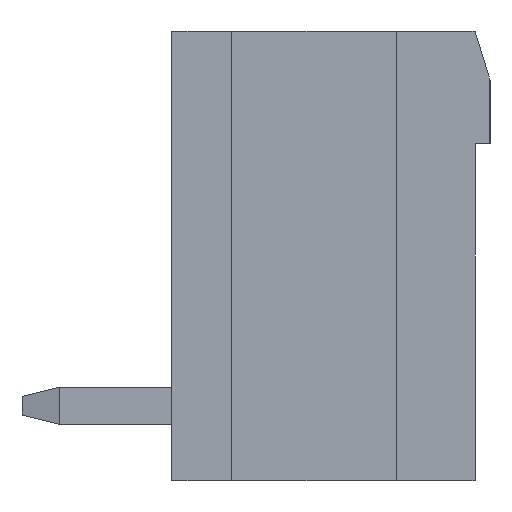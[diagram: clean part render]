
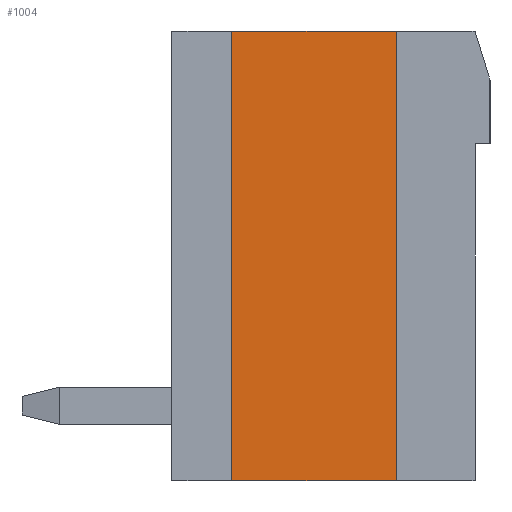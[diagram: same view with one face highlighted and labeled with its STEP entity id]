
A CAD part, left-side view. The second image highlights one B-rep face of the part: STEP entity #1004.
In plain terms, the highlighted planar face has unit normal (-1, 0, 0).
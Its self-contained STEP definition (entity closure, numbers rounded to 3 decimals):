
#1004 = ADVANCED_FACE( '', ( #2088 ), #2089, .T. );
#2088 = FACE_OUTER_BOUND( '', #3264, .T. );
#2089 = PLANE( '', #3265 );
#3264 = EDGE_LOOP( '', ( #6049, #6050, #6051, #6052 ) );
#3265 = AXIS2_PLACEMENT_3D( '', #6053, #6054, #6055 );
#6049 = ORIENTED_EDGE( '', *, *, #7269, .T. );
#6050 = ORIENTED_EDGE( '', *, *, #7806, .F. );
#6051 = ORIENTED_EDGE( '', *, *, #7519, .F. );
#6052 = ORIENTED_EDGE( '', *, *, #7741, .F. );
#6053 = CARTESIAN_POINT( '', ( -35.37, 2.45, -67.036 ) );
#6054 = DIRECTION( '', ( -1., 0., 0. ) );
#6055 = DIRECTION( '', ( 0., 0., 1. ) );
#7269 = EDGE_CURVE( '', #8719, #8717, #8720, .T. );
#7519 = EDGE_CURVE( '', #9157, #9158, #9159, .T. );
#7741 = EDGE_CURVE( '', #8719, #9157, #9525, .T. );
#7806 = EDGE_CURVE( '', #9158, #8717, #9624, .T. );
#8717 = VERTEX_POINT( '', #10841 );
#8719 = VERTEX_POINT( '', #10844 );
#8720 = LINE( '', #10845, #10846 );
#9157 = VERTEX_POINT( '', #11594 );
#9158 = VERTEX_POINT( '', #11595 );
#9159 = LINE( '', #11596, #11597 );
#9525 = LINE( '', #12195, #12196 );
#9624 = LINE( '', #12343, #12344 );
#10841 = CARTESIAN_POINT( '', ( -35.37, -1.95, 6. ) );
#10844 = CARTESIAN_POINT( '', ( -35.37, -1.95, -6. ) );
#10845 = CARTESIAN_POINT( '', ( -35.37, -1.95, -67.036 ) );
#10846 = VECTOR( '', #13974, 1000. );
#11594 = CARTESIAN_POINT( '', ( -35.37, 2.45, -6. ) );
#11595 = CARTESIAN_POINT( '', ( -35.37, 2.45, 6. ) );
#11596 = CARTESIAN_POINT( '', ( -35.37, 2.45, -67.036 ) );
#11597 = VECTOR( '', #14196, 1000. );
#12195 = CARTESIAN_POINT( '', ( -35.37, 4.05, -6. ) );
#12196 = VECTOR( '', #14399, 1000. );
#12343 = CARTESIAN_POINT( '', ( -35.37, 2.45, 6. ) );
#12344 = VECTOR( '', #14463, 1000. );
#13974 = DIRECTION( '', ( 0., 0., 1. ) );
#14196 = DIRECTION( '', ( 0., 0., 1. ) );
#14399 = DIRECTION( '', ( 0., 1., 0. ) );
#14463 = DIRECTION( '', ( 0., -1., 0. ) );
